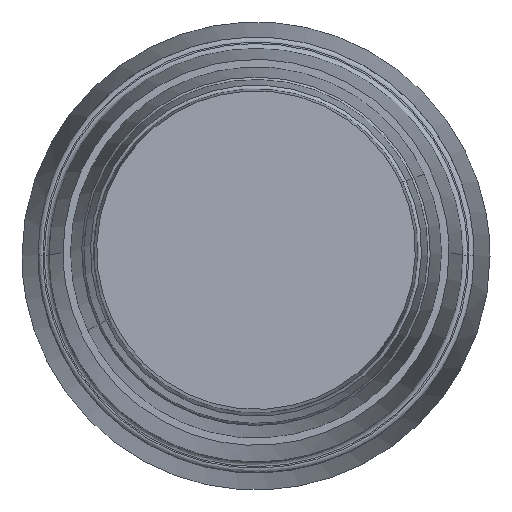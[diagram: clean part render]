
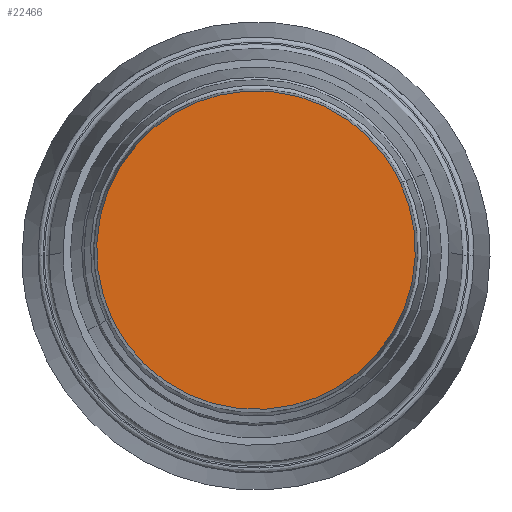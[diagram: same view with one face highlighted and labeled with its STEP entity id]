
A CAD part, top view. The second image highlights one B-rep face of the part: STEP entity #22466.
In plain terms, the highlighted free-form (B-spline) face has degree [1, 1] with [2, 2] control points.
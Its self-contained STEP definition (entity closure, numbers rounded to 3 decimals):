
#21884 = EDGE_CURVE('',#21885,#21887,#21889,.T.);
#21885 = VERTEX_POINT('',#21886);
#21886 = CARTESIAN_POINT('',(-7.45,-3.47,
    57.776));
#21887 = VERTEX_POINT('',#21888);
#21888 = CARTESIAN_POINT('',(7.45,3.47,
    57.776));
#21889 = ( BOUNDED_CURVE() B_SPLINE_CURVE(2,(#21890,#21891,#21892,#21893
,#21894),.UNSPECIFIED.,.F.,.F.) B_SPLINE_CURVE_WITH_KNOTS((3,2,3),(0.,
1.571,3.142),.PIECEWISE_BEZIER_KNOTS.) CURVE() 
GEOMETRIC_REPRESENTATION_ITEM() RATIONAL_B_SPLINE_CURVE((1.,
0.707,1.,0.707,1.)) REPRESENTATION_ITEM('') );
#21890 = CARTESIAN_POINT('',(-7.45,-3.47,
    57.776));
#21891 = CARTESIAN_POINT('',(-10.919,3.98,
    57.776));
#21892 = CARTESIAN_POINT('',(-3.47,7.45,
    57.776));
#21893 = CARTESIAN_POINT('',(3.98,10.919,
    57.776));
#21894 = CARTESIAN_POINT('',(7.45,3.47,
    57.776));
#22466 = ADVANCED_FACE('',(#22467),#22478,.T.);
#22467 = FACE_BOUND('',#22468,.T.);
#22468 = EDGE_LOOP('',(#22469,#22470));
#22469 = ORIENTED_EDGE('',*,*,#21884,.F.);
#22470 = ORIENTED_EDGE('',*,*,#22471,.F.);
#22471 = EDGE_CURVE('',#21887,#21885,#22472,.T.);
#22472 = ( BOUNDED_CURVE() B_SPLINE_CURVE(2,(#22473,#22474,#22475,#22476
,#22477),.UNSPECIFIED.,.F.,.F.) B_SPLINE_CURVE_WITH_KNOTS((3,2,3),(
    3.142,4.712,6.283),
.PIECEWISE_BEZIER_KNOTS.) CURVE() GEOMETRIC_REPRESENTATION_ITEM() 
RATIONAL_B_SPLINE_CURVE((1.,0.707,1.,0.707,1.)) 
REPRESENTATION_ITEM('') );
#22473 = CARTESIAN_POINT('',(7.45,3.47,
    57.776));
#22474 = CARTESIAN_POINT('',(10.919,-3.98,
    57.776));
#22475 = CARTESIAN_POINT('',(3.47,-7.45,
    57.776));
#22476 = CARTESIAN_POINT('',(-3.98,-10.919,
    57.776));
#22477 = CARTESIAN_POINT('',(-7.45,-3.47,
    57.776));
#22478 = B_SPLINE_SURFACE_WITH_KNOTS('',1,1,(
    (#22479,#22480)
    ,(#22481,#22482
    )),.UNSPECIFIED.,.F.,.F.,.F.,(2,2),(2,2),(-6.4,6.4),(-6.4,6.4),
  .PIECEWISE_BEZIER_KNOTS.);
#22479 = CARTESIAN_POINT('',(-3.98,-10.919,
    57.776));
#22480 = CARTESIAN_POINT('',(-10.919,3.98,
    57.776));
#22481 = CARTESIAN_POINT('',(10.919,-3.98,
    57.776));
#22482 = CARTESIAN_POINT('',(3.98,10.919,
    57.776));
